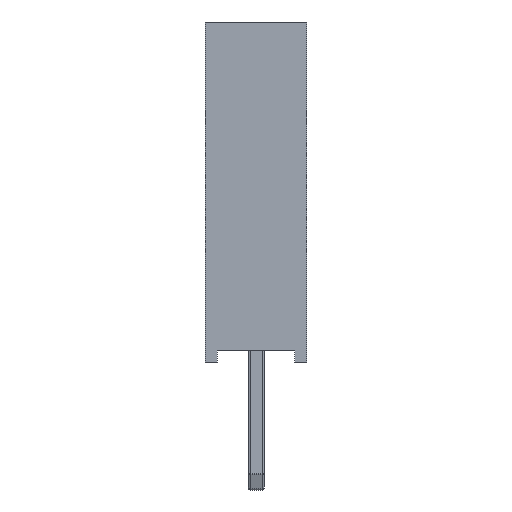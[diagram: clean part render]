
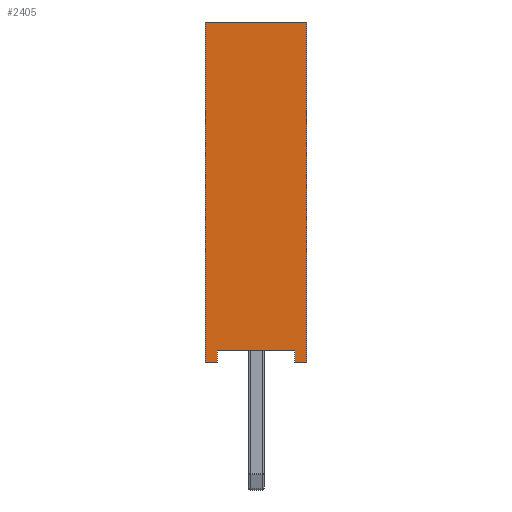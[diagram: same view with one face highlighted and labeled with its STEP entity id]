
A CAD part, left-side view. The second image highlights one B-rep face of the part: STEP entity #2405.
In plain terms, the highlighted planar face has unit normal (-1, 0, 0).
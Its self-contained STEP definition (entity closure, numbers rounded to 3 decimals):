
#309=FACE_OUTER_BOUND('',#460,.T.);
#460=EDGE_LOOP('',(#1561,#1562,#1563,#1564,#1565,#1566,#1567,#1568));
#626=LINE('',#3745,#812);
#628=LINE('',#3751,#814);
#631=LINE('',#3756,#817);
#636=LINE('',#3770,#822);
#637=LINE('',#3773,#823);
#640=LINE('',#3779,#826);
#641=LINE('',#3781,#827);
#642=LINE('',#3782,#828);
#812=VECTOR('',#2935,10.);
#814=VECTOR('',#2939,10.);
#817=VECTOR('',#2944,10.);
#822=VECTOR('',#2959,10.);
#823=VECTOR('',#2962,10.);
#826=VECTOR('',#2967,10.);
#827=VECTOR('',#2968,10.);
#828=VECTOR('',#2969,10.);
#996=VERTEX_POINT('',#3739);
#998=VERTEX_POINT('',#3743);
#999=VERTEX_POINT('',#3747);
#1001=VERTEX_POINT('',#3750);
#1006=VERTEX_POINT('',#3768);
#1007=VERTEX_POINT('',#3772);
#1009=VERTEX_POINT('',#3778);
#1010=VERTEX_POINT('',#3780);
#1194=EDGE_CURVE('',#996,#998,#626,.T.);
#1196=EDGE_CURVE('',#1001,#999,#628,.T.);
#1199=EDGE_CURVE('',#998,#1001,#631,.T.);
#1208=EDGE_CURVE('',#999,#1006,#636,.T.);
#1209=EDGE_CURVE('',#1007,#996,#637,.T.);
#1212=EDGE_CURVE('',#1006,#1009,#640,.T.);
#1213=EDGE_CURVE('',#1010,#1009,#641,.T.);
#1214=EDGE_CURVE('',#1007,#1010,#642,.T.);
#1561=ORIENTED_EDGE('',*,*,#1194,.T.);
#1562=ORIENTED_EDGE('',*,*,#1199,.T.);
#1563=ORIENTED_EDGE('',*,*,#1196,.T.);
#1564=ORIENTED_EDGE('',*,*,#1208,.T.);
#1565=ORIENTED_EDGE('',*,*,#1212,.T.);
#1566=ORIENTED_EDGE('',*,*,#1213,.F.);
#1567=ORIENTED_EDGE('',*,*,#1214,.F.);
#1568=ORIENTED_EDGE('',*,*,#1209,.T.);
#2209=PLANE('',#2613);
#2405=ADVANCED_FACE('',(#309),#2209,.T.);
#2613=AXIS2_PLACEMENT_3D('',#3777,#2965,#2966);
#2935=DIRECTION('',(0.,0.,1.));
#2939=DIRECTION('',(0.,0.,-1.));
#2944=DIRECTION('',(0.,-1.,0.));
#2959=DIRECTION('',(0.,-1.,0.));
#2962=DIRECTION('',(0.,-1.,0.));
#2965=DIRECTION('center_axis',(-1.,0.,0.));
#2966=DIRECTION('ref_axis',(0.,-1.,0.));
#2967=DIRECTION('',(0.,0.,1.));
#2968=DIRECTION('',(0.,-1.,0.));
#2969=DIRECTION('',(0.,0.,1.));
#3739=CARTESIAN_POINT('',(-1.27,0.97,0.));
#3743=CARTESIAN_POINT('',(-1.27,0.97,0.3));
#3745=CARTESIAN_POINT('',(-1.27,0.97,0.));
#3747=CARTESIAN_POINT('',(-1.27,-0.97,0.));
#3750=CARTESIAN_POINT('',(-1.27,-0.97,0.3));
#3751=CARTESIAN_POINT('',(-1.27,-0.97,0.));
#3756=CARTESIAN_POINT('',(-1.27,0.635,0.3));
#3768=CARTESIAN_POINT('',(-1.27,-1.27,0.));
#3770=CARTESIAN_POINT('',(-1.27,1.27,0.));
#3772=CARTESIAN_POINT('',(-1.27,1.27,0.));
#3773=CARTESIAN_POINT('',(-1.27,1.27,0.));
#3777=CARTESIAN_POINT('Origin',(-1.27,1.27,0.));
#3778=CARTESIAN_POINT('',(-1.27,-1.27,8.5));
#3779=CARTESIAN_POINT('',(-1.27,-1.27,0.));
#3780=CARTESIAN_POINT('',(-1.27,1.27,8.5));
#3781=CARTESIAN_POINT('',(-1.27,1.27,8.5));
#3782=CARTESIAN_POINT('',(-1.27,1.27,0.));
